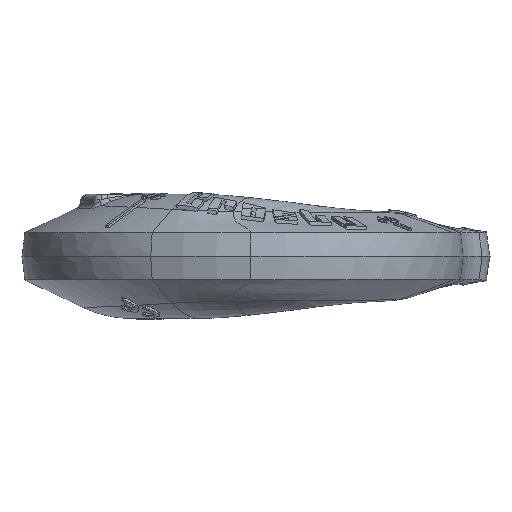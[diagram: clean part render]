
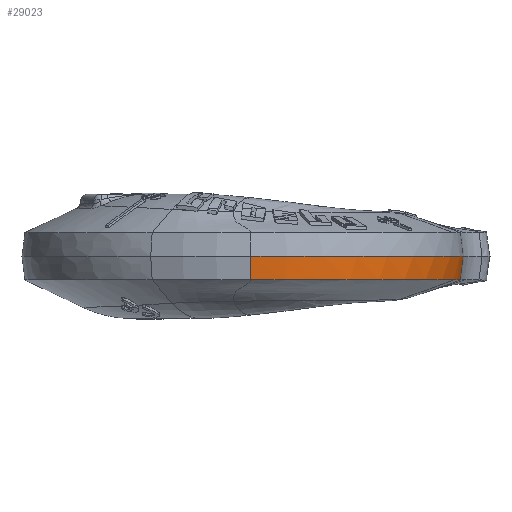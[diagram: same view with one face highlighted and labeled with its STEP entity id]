
A CAD part, front view. The second image highlights one B-rep face of the part: STEP entity #29023.
In plain terms, the highlighted conical face has half-angle 6.983 degrees and reference radius 71.646 mm.
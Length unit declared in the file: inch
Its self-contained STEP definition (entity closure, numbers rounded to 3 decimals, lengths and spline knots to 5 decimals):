
#6710=DIRECTION('',(0.,0.122,-0.993));
#6711=VECTOR('',#6710,0.31736);
#6712=CARTESIAN_POINT('',(-0.25,-9.31937,0.));
#6713=LINE('',#6712,#6711);
#6714=CARTESIAN_POINT('',(-0.25,-6.47937,0.));
#6715=DIRECTION('',(0.,0.,1.));
#6716=DIRECTION('',(0.,-1.,0.));
#6717=AXIS2_PLACEMENT_3D('',#6714,#6715,#6716);
#6719=CARTESIAN_POINT('',(-0.25,-6.47937,-0.315));
#6720=DIRECTION('',(0.,0.,1.));
#6721=DIRECTION('',(0.,-1.,0.));
#6722=AXIS2_PLACEMENT_3D('',#6719,#6720,#6721);
#6742=CARTESIAN_POINT('',(-0.25,-6.47937,-0.315));
#6743=DIRECTION('',(0.,0.,1.));
#6744=DIRECTION('',(0.968,-0.251,0.));
#6745=AXIS2_PLACEMENT_3D('',#6742,#6743,#6744);
#6856=DIRECTION('',(-0.122,0.,-0.993));
#6857=VECTOR('',#6856,0.31735);
#6858=CARTESIAN_POINT('',(2.59,-6.47937,0.));
#6859=LINE('',#6858,#6857);
#12508=CARTESIAN_POINT('',(-0.25,-9.31937,0.));
#12509=CARTESIAN_POINT('',(2.59,-6.47937,0.));
#12510=VERTEX_POINT('',#12508);
#12511=VERTEX_POINT('',#12509);
#12538=CARTESIAN_POINT('',(-0.25,-9.28079,-0.315));
#12539=CARTESIAN_POINT('',(2.46178,-7.18235,
-0.315));
#12540=VERTEX_POINT('',#12538);
#12541=VERTEX_POINT('',#12539);
#12542=CARTESIAN_POINT('',(2.55142,-6.47937,
-0.315));
#12543=VERTEX_POINT('',#12542);
#29008=CARTESIAN_POINT('',(-0.25,-6.47937,-0.15751));
#29009=DIRECTION('',(0.,0.,1.));
#29010=DIRECTION('',(0.,1.,0.));
#29011=AXIS2_PLACEMENT_3D('',#29008,#29009,#29010);
#29012=CONICAL_SURFACE('',#29011,2.82071,6.983);
#29014=ORIENTED_EDGE('',*,*,#29013,.F.);
#29015=ORIENTED_EDGE('',*,*,#29001,.F.);
#29016=ORIENTED_EDGE('',*,*,#20160,.T.);
#29018=ORIENTED_EDGE('',*,*,#29017,.T.);
#29020=ORIENTED_EDGE('',*,*,#29019,.F.);
#29021=EDGE_LOOP('',(#29014,#29015,#29016,#29018,#29020));
#29022=FACE_OUTER_BOUND('',#29021,.F.);
#29023=ADVANCED_FACE('',(#29022),#29012,.T.);
#6718=CIRCLE('',#6717,2.84);
#6723=CIRCLE('',#6722,2.80142);
#6746=CIRCLE('',#6745,2.80142);
#20160=EDGE_CURVE('',#12510,#12511,#6718,.T.);
#29001=EDGE_CURVE('',#12510,#12540,#6713,.T.);
#29013=EDGE_CURVE('',#12540,#12541,#6723,.T.);
#29017=EDGE_CURVE('',#12511,#12543,#6859,.T.);
#29019=EDGE_CURVE('',#12541,#12543,#6746,.T.);
